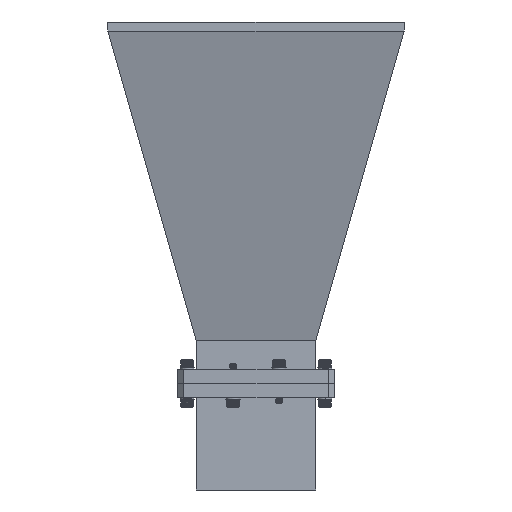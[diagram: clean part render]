
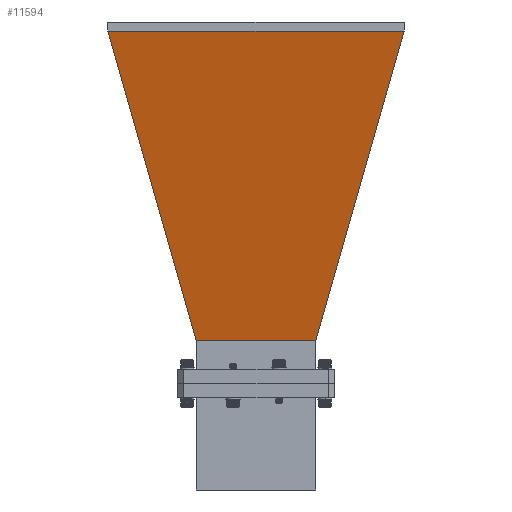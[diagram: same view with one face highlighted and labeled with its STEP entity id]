
A CAD part, front view. The second image highlights one B-rep face of the part: STEP entity #11594.
In plain terms, the highlighted face is planar.
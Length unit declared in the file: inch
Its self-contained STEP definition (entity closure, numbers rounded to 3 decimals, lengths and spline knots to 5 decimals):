
#190 = EDGE_CURVE ( 'NONE', #10645, #4336, #13198, .T. ) ;
#589 = CARTESIAN_POINT ( 'NONE',  ( -1.90751, -2.61402, 7.42537 ) ) ;
#941 = VECTOR ( 'NONE', #9496, 39.37008 ) ;
#1377 = VERTEX_POINT ( 'NONE', #589 ) ;
#1883 = EDGE_CURVE ( 'NONE', #1377, #9678, #2737, .T. ) ;
#2737 = LINE ( 'NONE', #10822, #10567 ) ;
#3217 = EDGE_CURVE ( 'NONE', #10645, #9678, #6039, .T. ) ;
#3453 = ORIENTED_EDGE ( 'NONE', *, *, #1883, .T. ) ;
#4019 = DIRECTION ( 'NONE',  ( 0., 1., 0. ) ) ;
#4336 = VERTEX_POINT ( 'NONE', #4421 ) ;
#4421 = CARTESIAN_POINT ( 'NONE',  ( -0.55411, -1.05472, 1.95411 ) ) ;
#4926 = CARTESIAN_POINT ( 'NONE',  ( -0.55411, 1.05472, 1.95411 ) ) ;
#4931 = CARTESIAN_POINT ( 'NONE',  ( -0.55411, 1.05472, 1.95411 ) ) ;
#5275 = CARTESIAN_POINT ( 'NONE',  ( -1.24526, 0., 4.74815 ) ) ;
#5341 = DIRECTION ( 'NONE',  ( -0.971, 0., -0.24 ) ) ;
#5729 = ORIENTED_EDGE ( 'NONE', *, *, #190, .T. ) ;
#5910 = AXIS2_PLACEMENT_3D ( 'NONE', #5275, #5341, #9933 ) ;
#5974 = EDGE_CURVE ( 'NONE', #1377, #4336, #11029, .T. ) ;
#6039 = LINE ( 'NONE', #4926, #941 ) ;
#6128 = DIRECTION ( 'NONE',  ( 0., -1., 0. ) ) ;
#6216 = CARTESIAN_POINT ( 'NONE',  ( -1.90751, -2.61402, 7.42537 ) ) ;
#6445 = DIRECTION ( 'NONE',  ( 0.231, 0.267, -0.936 ) ) ;
#8072 = ORIENTED_EDGE ( 'NONE', *, *, #5974, .F. ) ;
#8494 = VECTOR ( 'NONE', #6445, 39.37008 ) ;
#8674 = CARTESIAN_POINT ( 'NONE',  ( -0.55411, 0., 1.95411 ) ) ;
#9496 = DIRECTION ( 'NONE',  ( -0.231, 0.267, 0.936 ) ) ;
#9678 = VERTEX_POINT ( 'NONE', #11415 ) ;
#9933 = DIRECTION ( 'NONE',  ( -0.24, 0., 0.971 ) ) ;
#10567 = VECTOR ( 'NONE', #4019, 39.37008 ) ;
#10645 = VERTEX_POINT ( 'NONE', #4931 ) ;
#10822 = CARTESIAN_POINT ( 'NONE',  ( -1.90751, 0., 7.42537 ) ) ;
#11029 = LINE ( 'NONE', #6216, #8494 ) ;
#11042 = FACE_OUTER_BOUND ( 'NONE', #11433, .T. ) ;
#11318 = ORIENTED_EDGE ( 'NONE', *, *, #3217, .F. ) ;
#11415 = CARTESIAN_POINT ( 'NONE',  ( -1.90751, 2.61402, 7.42537 ) ) ;
#11433 = EDGE_LOOP ( 'NONE', ( #5729, #8072, #3453, #11318 ) ) ;
#11594 = ADVANCED_FACE ( 'NONE', ( #11042 ), #13374, .T. ) ;
#13198 = LINE ( 'NONE', #8674, #13870 ) ;
#13374 = PLANE ( 'NONE',  #5910 ) ;
#13870 = VECTOR ( 'NONE', #6128, 39.37008 ) ;
